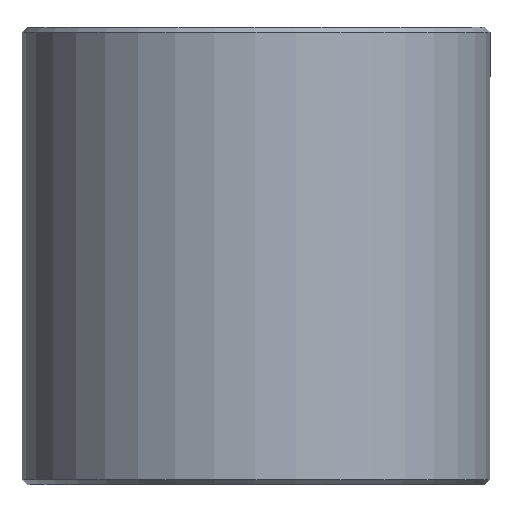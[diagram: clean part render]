
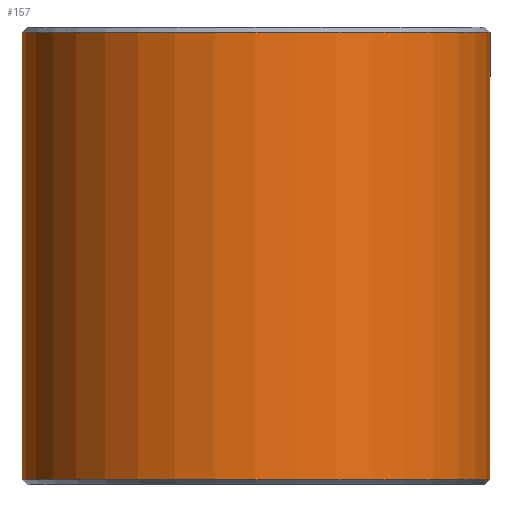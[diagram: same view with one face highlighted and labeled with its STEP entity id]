
A CAD part, front view. The second image highlights one B-rep face of the part: STEP entity #157.
In plain terms, the highlighted cylindrical face has radius 23 mm (diameter 46 mm), a partial arc.
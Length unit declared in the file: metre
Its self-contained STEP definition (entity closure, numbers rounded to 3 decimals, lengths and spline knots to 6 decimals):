
#157=ADVANCED_FACE('',(#173),#174,.T.);
#173=FACE_OUTER_BOUND('',#194,.T.);
#174=CYLINDRICAL_SURFACE('',#195,0.023);
#194=EDGE_LOOP('',(#234,#235,#236,#237));
#195=AXIS2_PLACEMENT_3D('',#238,#239,#240);
#234=ORIENTED_EDGE('',*,*,#297,.T.);
#235=ORIENTED_EDGE('',*,*,#298,.F.);
#236=ORIENTED_EDGE('',*,*,#294,.F.);
#237=ORIENTED_EDGE('',*,*,#299,.T.);
#238=CARTESIAN_POINT('',(0.,0.,0.));
#239=DIRECTION('',(0.,0.0,-1.0));
#240=DIRECTION('',(-1.0,0.0,0.));
#294=EDGE_CURVE('',#326,#327,#328,.T.);
#297=EDGE_CURVE('',#331,#332,#333,.T.);
#298=EDGE_CURVE('',#327,#332,#334,.T.);
#299=EDGE_CURVE('',#326,#331,#335,.T.);
#326=VERTEX_POINT('',#372);
#327=VERTEX_POINT('',#373);
#328=CIRCLE('',#374,0.023);
#331=VERTEX_POINT('',#379);
#332=VERTEX_POINT('',#380);
#333=CIRCLE('',#381,0.023);
#334=LINE('',#382,#383);
#335=LINE('',#384,#385);
#372=CARTESIAN_POINT('',(0.000401,0.022996,0.0005));
#373=CARTESIAN_POINT('',(0.,0.023,0.0005));
#374=AXIS2_PLACEMENT_3D('',#422,#423,#424);
#379=CARTESIAN_POINT('',(0.000401,0.022996,0.0445));
#380=CARTESIAN_POINT('',(0.,0.023,0.0445));
#381=AXIS2_PLACEMENT_3D('',#427,#428,#429);
#382=CARTESIAN_POINT('',(0.,0.023,0.0005));
#383=VECTOR('',#430,1.0);
#384=CARTESIAN_POINT('',(0.000401,0.022996,0.0005));
#385=VECTOR('',#431,1.0);
#422=CARTESIAN_POINT('',(0.,0.,0.0005));
#423=DIRECTION('',(0.,0.0,-1.0));
#424=DIRECTION('',(-1.0,0.0,0.));
#427=CARTESIAN_POINT('',(0.,0.,0.0445));
#428=DIRECTION('',(0.,0.0,-1.0));
#429=DIRECTION('',(-1.0,0.0,0.));
#430=DIRECTION('',(0.,0.,1.0));
#431=DIRECTION('',(0.,0.,1.0));
